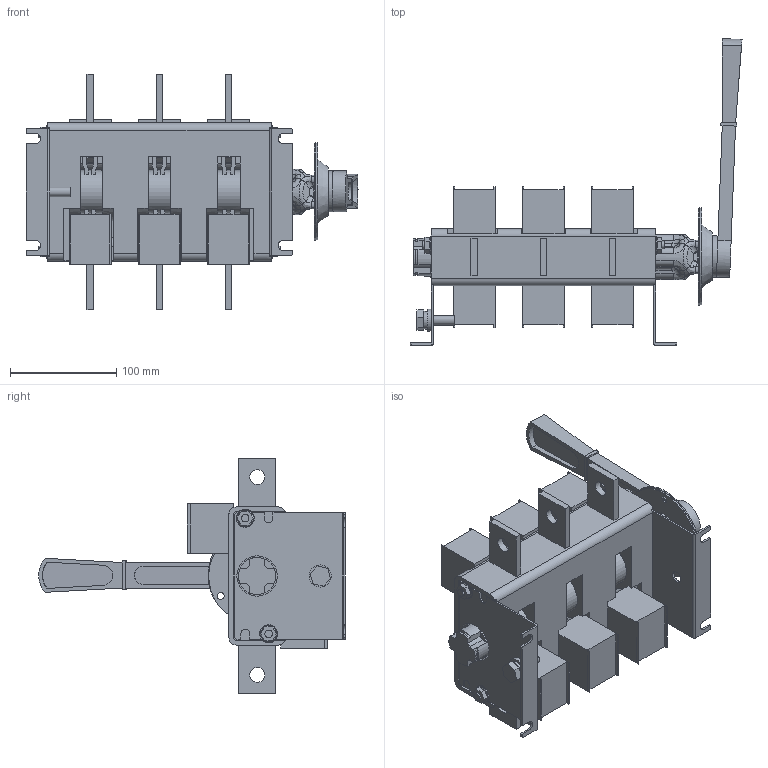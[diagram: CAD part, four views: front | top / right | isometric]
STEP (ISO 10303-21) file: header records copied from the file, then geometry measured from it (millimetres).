
FILE_DESCRIPTION (( 'STEP AP203' ), '1' );
FILE_NAME ('uvr32-39b31250.ÃÌ Âûêëþ÷àòåëü-ðàçúåäèíèòåëü ÂÐ32Ó-39Â31250 c ä-ã êàìåðàìè ñúåìíàÿ ëåâàÿ-ïðàâàÿ ðóêîÿòêà.STEP', '2025-06-11T12:58:27', ( '' ), ( '' ), 'SwSTEP 2.0', 'SolidWorks 2021', '' );
FILE_SCHEMA (( 'CONFIG_CONTROL_DESIGN' ));
Length unit declared in the file: millimetre
Products named in the file (5): uvr32-39b31250.ÃÌ Âûêëþ÷àòåëü-ðàçúåäèíèòåëü ÂÐ32Ó-39Â31250 c ä-ã êàìåðàìè ñúåìíàÿ ëåâàÿ-ïðàâàÿ ðóêîÿòêà_00; 賾癰趌00; uvr32-39b31250.ÃÌ Âûêëþ÷àòåëü-ðàçúåäèíèòåëü ÂÐ32Ó-39Â31250 c ä-ã êàìåðàìè ñúåìíàÿ ëåâàÿ-ïðàâàÿ ðóêîÿòêà; 摠鴈_00; âíåøíèé áëèí_00
Assembly tree (4 placements, depth 2):
  uvr32-39b31250.ÃÌ Âûêëþ÷àòåëü-ðàçúåäèíèòåëü ÂÐ32Ó-39Â31250 c ä-ã êàìåðàìè ñúåìíàÿ ëåâàÿ-ïðàâàÿ ðóêîÿòêà
    uvr32-39b31250.ÃÌ Âûêëþ÷àòåëü-ðàçúåäèíèòåëü ÂÐ32Ó-39Â31250 c ä-ã êàìåðàìè ñúåìíàÿ ëåâàÿ-ïðàâàÿ ðóêîÿòêà_00
    摠鴈_00
    âíåøíèé áëèí_00
    賾癰趌00
Bounding box: 312.39 x 288.42 x 222 mm (x, y, z)
Volume: 2060537.7 mm3; surface area: 368771.7 mm2
Topology: 10 solids, 10 shells, 1018 faces, 2808 edges, 1774 vertices
Faces by surface type: plane 692, cylinder 236, bspline 88, cone 2
Full cylindrical faces by diameter (mm): 6.5 x6, 7 x4, 9 x1, 11 x2, 14 x7, 16.5 x1, 16.85 x4, 21 x1, 22 x1, 35 x2, 38 x2, 38.951 x1, 40.1 x1, 40.65 x3, 42.5 x1, 43 x1, 91 x2
Entity records: 35449 total; most frequent: CARTESIAN_POINT 9944, ORIENTED_EDGE 5438, DIRECTION 4899, EDGE_CURVE 2719, VECTOR 1907, LINE 1907, VERTEX_POINT 1753, AXIS2_PLACEMENT_3D 1496
